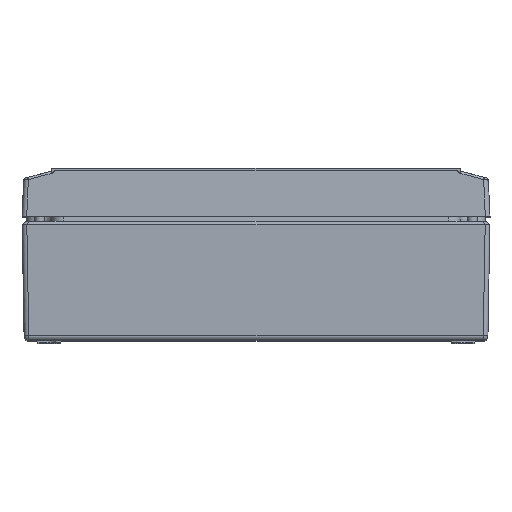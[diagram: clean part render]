
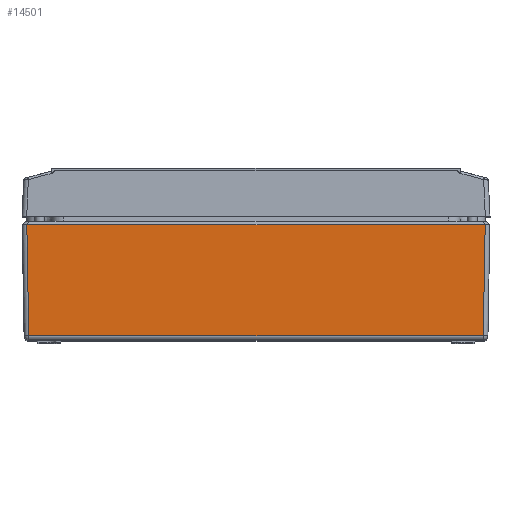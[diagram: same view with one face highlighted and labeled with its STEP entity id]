
A CAD part, top view. The second image highlights one B-rep face of the part: STEP entity #14501.
In plain terms, the highlighted planar face has unit normal (0, -0.018, 1).
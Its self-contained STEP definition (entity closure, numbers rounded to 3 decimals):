
#2652=FACE_OUTER_BOUND('',#3765,.T.);
#3765=EDGE_LOOP('',(#12265,#12266,#12267,#12268));
#4940=LINE('',#38507,#5760);
#4941=LINE('',#38509,#5761);
#4942=LINE('',#38511,#5762);
#4943=LINE('',#38512,#5763);
#5760=VECTOR('',#19285,1000.);
#5761=VECTOR('',#19286,1000.);
#5762=VECTOR('',#19287,1000.);
#5763=VECTOR('',#19288,1000.);
#7092=VERTEX_POINT('',#38505);
#7093=VERTEX_POINT('',#38506);
#7094=VERTEX_POINT('',#38508);
#7095=VERTEX_POINT('',#38510);
#8892=EDGE_CURVE('',#7092,#7093,#4940,.T.);
#8893=EDGE_CURVE('',#7093,#7094,#4941,.T.);
#8894=EDGE_CURVE('',#7094,#7095,#4942,.T.);
#8895=EDGE_CURVE('',#7095,#7092,#4943,.T.);
#12265=ORIENTED_EDGE('',*,*,#8892,.T.);
#12266=ORIENTED_EDGE('',*,*,#8893,.T.);
#12267=ORIENTED_EDGE('',*,*,#8894,.T.);
#12268=ORIENTED_EDGE('',*,*,#8895,.T.);
#13791=PLANE('',#15952);
#14501=ADVANCED_FACE('',(#2652),#13791,.T.);
#15952=AXIS2_PLACEMENT_3D('',#38504,#19283,#19284);
#19283=DIRECTION('center_axis',(0.,-0.017,1.));
#19284=DIRECTION('ref_axis',(0.,-1.,-0.017));
#19285=DIRECTION('',(1.,0.,0.));
#19286=DIRECTION('',(0.017,1.,0.017));
#19287=DIRECTION('',(-1.,0.,0.));
#19288=DIRECTION('',(0.017,-1.,-0.017));
#38504=CARTESIAN_POINT('Origin',(-100.,2.,100.));
#38505=CARTESIAN_POINT('',(-97.109,-49.035,99.109));
#38506=CARTESIAN_POINT('',(97.109,-49.035,99.109));
#38507=CARTESIAN_POINT('',(99.075,-49.035,99.109));
#38508=CARTESIAN_POINT('',(97.939,-1.5,99.939));
#38509=CARTESIAN_POINT('',(97.94,-1.454,99.94));
#38510=CARTESIAN_POINT('',(-97.939,-1.5,99.939));
#38511=CARTESIAN_POINT('',(-99.965,-1.5,99.939));
#38512=CARTESIAN_POINT('',(-98.001,2.035,100.001));
